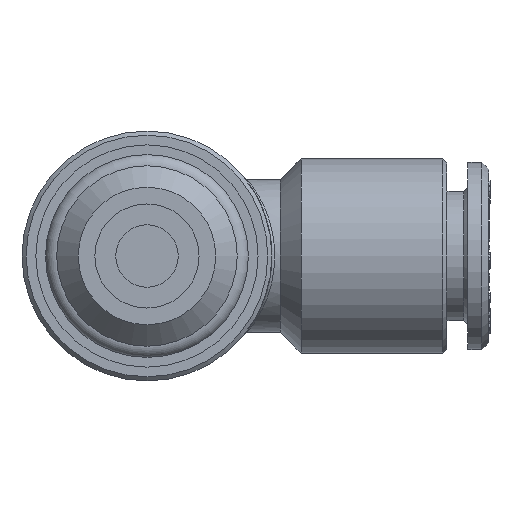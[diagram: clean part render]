
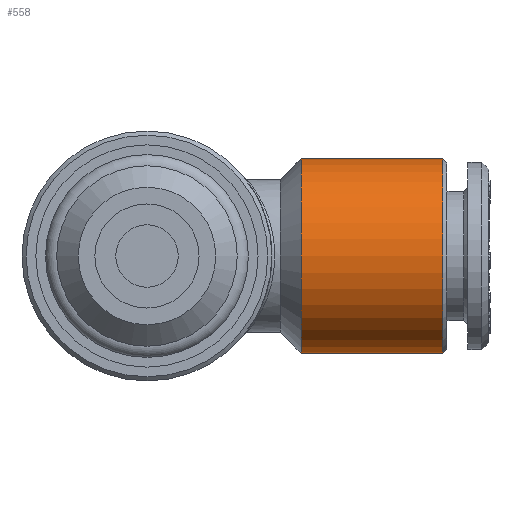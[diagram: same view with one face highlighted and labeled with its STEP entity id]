
A CAD part, front view. The second image highlights one B-rep face of the part: STEP entity #558.
In plain terms, the highlighted cylindrical face has radius 7 mm (diameter 14 mm), a full revolution.
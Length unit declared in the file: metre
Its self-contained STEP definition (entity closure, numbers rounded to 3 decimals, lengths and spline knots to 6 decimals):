
#558 = ADVANCED_FACE( 'NONE', ( #1235, #1236 ), #1237, .T. );
#1235 = FACE_OUTER_BOUND( '', #3185, .T. );
#1236 = FACE_OUTER_BOUND( '', #3186, .T. );
#1237 = CYLINDRICAL_SURFACE( '', #3187, 0.007 );
#3185 = EDGE_LOOP( '', ( #5752 ) );
#3186 = EDGE_LOOP( '', ( #5753 ) );
#3187 = AXIS2_PLACEMENT_3D( '', #5754, #5755, #5756 );
#5752 = ORIENTED_EDGE( '', *, *, #6861, .T. );
#5753 = ORIENTED_EDGE( '', *, *, #6874, .F. );
#5754 = CARTESIAN_POINT( '', ( -0.005577, 0.0177, 0. ) );
#5755 = DIRECTION( '', ( -1., 0., 0. ) );
#5756 = DIRECTION( '', ( 0., 0., 1. ) );
#6861 = EDGE_CURVE( 'NONE', #7755, #7755, #7756, .T. );
#6874 = EDGE_CURVE( 'NONE', #7778, #7778, #7779, .T. );
#7755 = VERTEX_POINT( '', #9576 );
#7756 = CIRCLE( '', #9577, 0.007 );
#7778 = VERTEX_POINT( '', #9607 );
#7779 = CIRCLE( '', #9608, 0.007 );
#9576 = CARTESIAN_POINT( '', ( 0.0213, 0.0177, 0.007 ) );
#9577 = AXIS2_PLACEMENT_3D( '', #12703, #12704, #12705 );
#9607 = CARTESIAN_POINT( '', ( 0.0111, 0.0177, 0.007 ) );
#9608 = AXIS2_PLACEMENT_3D( '', #12717, #12718, #12719 );
#12703 = CARTESIAN_POINT( '', ( 0.0213, 0.0177, 0. ) );
#12704 = DIRECTION( '', ( -1., 0., 0. ) );
#12705 = DIRECTION( '', ( 0., 0., 1. ) );
#12717 = CARTESIAN_POINT( '', ( 0.0111, 0.0177, 0. ) );
#12718 = DIRECTION( '', ( -1., 0., 0. ) );
#12719 = DIRECTION( '', ( 0., 0., 1. ) );
